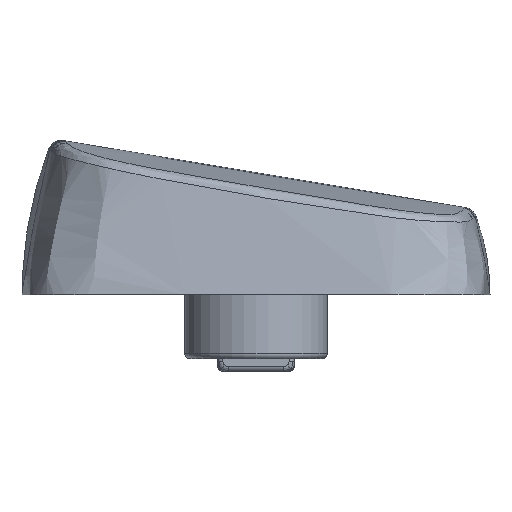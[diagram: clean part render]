
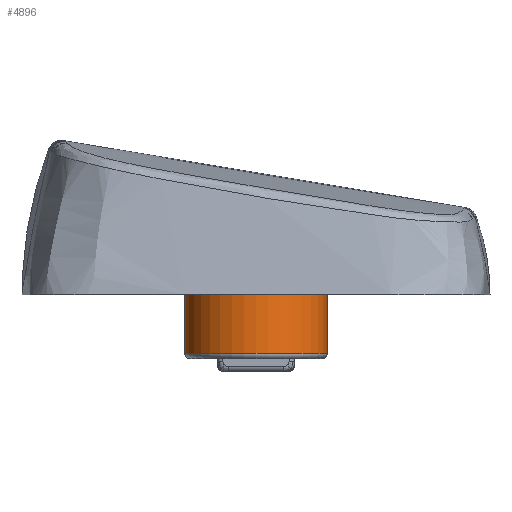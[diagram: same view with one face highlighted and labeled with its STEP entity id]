
A CAD part, left-side view. The second image highlights one B-rep face of the part: STEP entity #4896.
In plain terms, the highlighted cylindrical face has radius 2.75 mm (diameter 5.5 mm), a full revolution.
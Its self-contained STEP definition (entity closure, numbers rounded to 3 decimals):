
#63=CYLINDRICAL_SURFACE('',#5285,2.75);
#178=LINE('',#10729,#438);
#438=VECTOR('',#5971,2.75);
#844=FACE_OUTER_BOUND('',#1132,.T.);
#1132=EDGE_LOOP('',(#3481,#3482,#3483,#3484,#3485));
#1509=CIRCLE('',#5278,2.75);
#1510=CIRCLE('',#5279,2.75);
#1515=CIRCLE('',#5286,2.75);
#2034=VERTEX_POINT('',#10689);
#2035=VERTEX_POINT('',#10691);
#2052=VERTEX_POINT('',#10728);
#2611=EDGE_CURVE('',#2034,#2035,#1509,.T.);
#2612=EDGE_CURVE('',#2035,#2034,#1510,.T.);
#2629=EDGE_CURVE('',#2035,#2052,#178,.T.);
#2630=EDGE_CURVE('',#2052,#2052,#1515,.T.);
#3481=ORIENTED_EDGE('',*,*,#2612,.F.);
#3482=ORIENTED_EDGE('',*,*,#2629,.T.);
#3483=ORIENTED_EDGE('',*,*,#2630,.F.);
#3484=ORIENTED_EDGE('',*,*,#2629,.F.);
#3485=ORIENTED_EDGE('',*,*,#2611,.F.);
#4896=ADVANCED_FACE('',(#844),#63,.T.);
#5278=AXIS2_PLACEMENT_3D('',#10692,#5943,#5944);
#5279=AXIS2_PLACEMENT_3D('',#10693,#5945,#5946);
#5285=AXIS2_PLACEMENT_3D('',#10727,#5969,#5970);
#5286=AXIS2_PLACEMENT_3D('',#10730,#5972,#5973);
#5943=DIRECTION('center_axis',(0.,0.,-1.));
#5944=DIRECTION('ref_axis',(1.,0.,0.));
#5945=DIRECTION('center_axis',(0.,0.,-1.));
#5946=DIRECTION('ref_axis',(1.,0.,0.));
#5969=DIRECTION('center_axis',(0.,0.,-1.));
#5970=DIRECTION('ref_axis',(1.,0.,0.));
#5971=DIRECTION('',(0.,0.,1.));
#5972=DIRECTION('center_axis',(0.,0.,1.));
#5973=DIRECTION('ref_axis',(1.,0.,0.));
#10689=CARTESIAN_POINT('',(-47.25,-66.675,-3.1));
#10691=CARTESIAN_POINT('',(-52.75,-66.675,-3.1));
#10692=CARTESIAN_POINT('Origin',(-50.,-66.675,-3.1));
#10693=CARTESIAN_POINT('Origin',(-50.,-66.675,-3.1));
#10727=CARTESIAN_POINT('Origin',(-50.,-66.675,0.));
#10728=CARTESIAN_POINT('',(-52.75,-66.675,-0.25));
#10729=CARTESIAN_POINT('',(-52.75,-66.675,0.));
#10730=CARTESIAN_POINT('Origin',(-50.,-66.675,-0.25));
